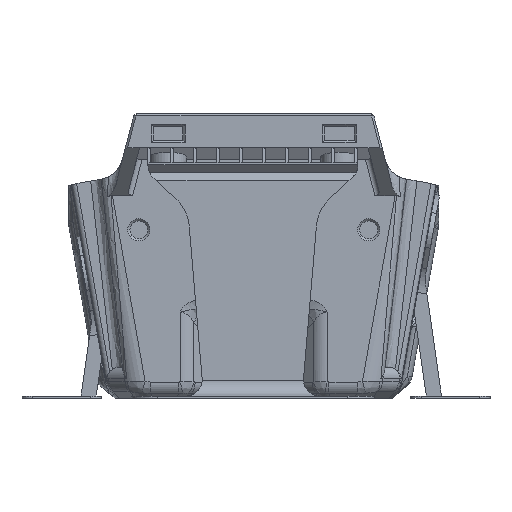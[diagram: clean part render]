
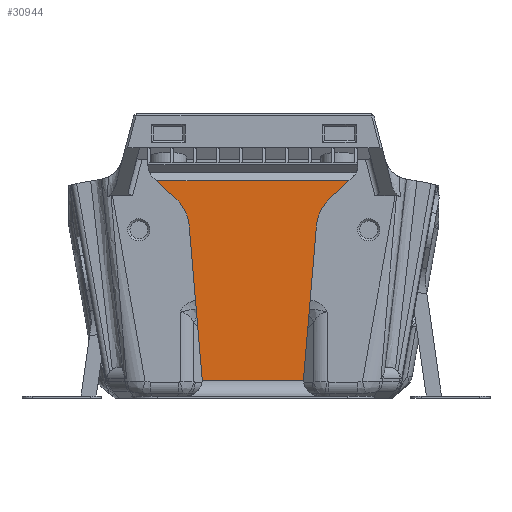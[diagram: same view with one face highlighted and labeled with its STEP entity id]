
A CAD part, front view. The second image highlights one B-rep face of the part: STEP entity #30944.
In plain terms, the highlighted planar face has unit normal (0, -1, 0).
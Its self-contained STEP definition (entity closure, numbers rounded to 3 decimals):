
#1427=CIRCLE('',#32946,3.);
#1428=CIRCLE('',#32947,3.);
#1429=CIRCLE('',#32948,8.);
#1430=CIRCLE('',#32949,8.);
#4056=ORIENTED_EDGE('',*,*,#13035,.T.);
#4057=ORIENTED_EDGE('',*,*,#13036,.T.);
#4058=ORIENTED_EDGE('',*,*,#13037,.T.);
#4059=ORIENTED_EDGE('',*,*,#13033,.F.);
#4060=ORIENTED_EDGE('',*,*,#13038,.T.);
#4061=ORIENTED_EDGE('',*,*,#13039,.T.);
#4062=ORIENTED_EDGE('',*,*,#13040,.F.);
#4063=ORIENTED_EDGE('',*,*,#13041,.F.);
#4064=ORIENTED_EDGE('',*,*,#13042,.T.);
#4065=ORIENTED_EDGE('',*,*,#13043,.T.);
#13033=EDGE_CURVE('',#17611,#17612,#20541,.T.);
#13035=EDGE_CURVE('',#17613,#17614,#1427,.T.);
#13036=EDGE_CURVE('',#17614,#17615,#20543,.F.);
#13037=EDGE_CURVE('',#17615,#17612,#1428,.T.);
#13038=EDGE_CURVE('',#17611,#17616,#1429,.T.);
#13039=EDGE_CURVE('',#17616,#17617,#20544,.T.);
#13040=EDGE_CURVE('',#17618,#17617,#20545,.T.);
#13041=EDGE_CURVE('',#17619,#17618,#20546,.T.);
#13042=EDGE_CURVE('',#17619,#17620,#1430,.T.);
#13043=EDGE_CURVE('',#17620,#17613,#20547,.T.);
#17611=VERTEX_POINT('',#47046);
#17612=VERTEX_POINT('',#47048);
#17613=VERTEX_POINT('',#47052);
#17614=VERTEX_POINT('',#47053);
#17615=VERTEX_POINT('',#47055);
#17616=VERTEX_POINT('',#47058);
#17617=VERTEX_POINT('',#47060);
#17618=VERTEX_POINT('',#47062);
#17619=VERTEX_POINT('',#47064);
#17620=VERTEX_POINT('',#47066);
#20541=LINE('',#47047,#23311);
#20543=LINE('',#47054,#23313);
#20544=LINE('',#47059,#23314);
#20545=LINE('',#47061,#23315);
#20546=LINE('',#47063,#23316);
#20547=LINE('',#47067,#23317);
#23311=VECTOR('',#36203,1000.);
#23313=VECTOR('',#36209,1000.);
#23314=VECTOR('',#36214,1000.);
#23315=VECTOR('',#36215,1000.);
#23316=VECTOR('',#36216,1000.);
#23317=VECTOR('',#36219,1000.);
#26066=EDGE_LOOP('',(#4056,#4057,#4058,#4059,#4060,#4061,#4062,#4063,#4064,
#4065));
#28018=FACE_BOUND('',#26066,.T.);
#29843=PLANE('',#32945);
#30944=ADVANCED_FACE('',(#28018),#29843,.F.);
#32945=AXIS2_PLACEMENT_3D('',#47050,#36205,#36206);
#32946=AXIS2_PLACEMENT_3D('',#47051,#36207,#36208);
#32947=AXIS2_PLACEMENT_3D('',#47056,#36210,#36211);
#32948=AXIS2_PLACEMENT_3D('',#47057,#36212,#36213);
#32949=AXIS2_PLACEMENT_3D('',#47065,#36217,#36218);
#36203=DIRECTION('',(-0.084,0.,-0.996));
#36205=DIRECTION('',(0.,1.,0.));
#36206=DIRECTION('',(0.,0.,1.));
#36207=DIRECTION('',(0.,1.,0.));
#36208=DIRECTION('',(0.,0.,1.));
#36209=DIRECTION('',(-1.,0.,0.));
#36210=DIRECTION('',(0.,1.,0.));
#36211=DIRECTION('',(0.,0.,1.));
#36212=DIRECTION('',(0.,1.,0.));
#36213=DIRECTION('',(0.,0.,1.));
#36214=DIRECTION('',(0.731,0.,0.682));
#36215=DIRECTION('',(1.,0.,0.));
#36216=DIRECTION('',(-0.731,0.,0.682));
#36217=DIRECTION('',(0.,1.,0.));
#36218=DIRECTION('',(0.,0.,1.));
#36219=DIRECTION('',(0.084,0.,-0.996));
#47046=CARTESIAN_POINT('',(11.856,-32.314,32.579));
#47047=CARTESIAN_POINT('',(36.482,-32.314,324.724));
#47048=CARTESIAN_POINT('',(9.418,-32.314,3.652));
#47050=CARTESIAN_POINT('',(0.,-32.314,327.8));
#47051=CARTESIAN_POINT('',(-12.767,-32.314,3.4));
#47052=CARTESIAN_POINT('',(-9.777,-32.314,3.652));
#47053=CARTESIAN_POINT('',(-9.767,-32.314,3.4));
#47054=CARTESIAN_POINT('',(9.143,-32.314,3.4));
#47055=CARTESIAN_POINT('',(9.407,-32.314,3.4));
#47056=CARTESIAN_POINT('',(12.407,-32.314,3.4));
#47057=CARTESIAN_POINT('',(19.828,-32.314,31.907));
#47058=CARTESIAN_POINT('',(14.372,-32.314,37.757));
#47059=CARTESIAN_POINT('',(16.736,-32.314,39.963));
#47060=CARTESIAN_POINT('',(17.982,-32.314,41.124));
#47061=CARTESIAN_POINT('',(-65.369,-32.314,41.124));
#47062=CARTESIAN_POINT('',(-18.341,-32.314,41.124));
#47063=CARTESIAN_POINT('',(-17.096,-32.314,39.963));
#47064=CARTESIAN_POINT('',(-14.731,-32.314,37.757));
#47065=CARTESIAN_POINT('',(-20.187,-32.314,31.907));
#47066=CARTESIAN_POINT('',(-12.216,-32.314,32.579));
#47067=CARTESIAN_POINT('',(-36.839,-32.314,324.694));
